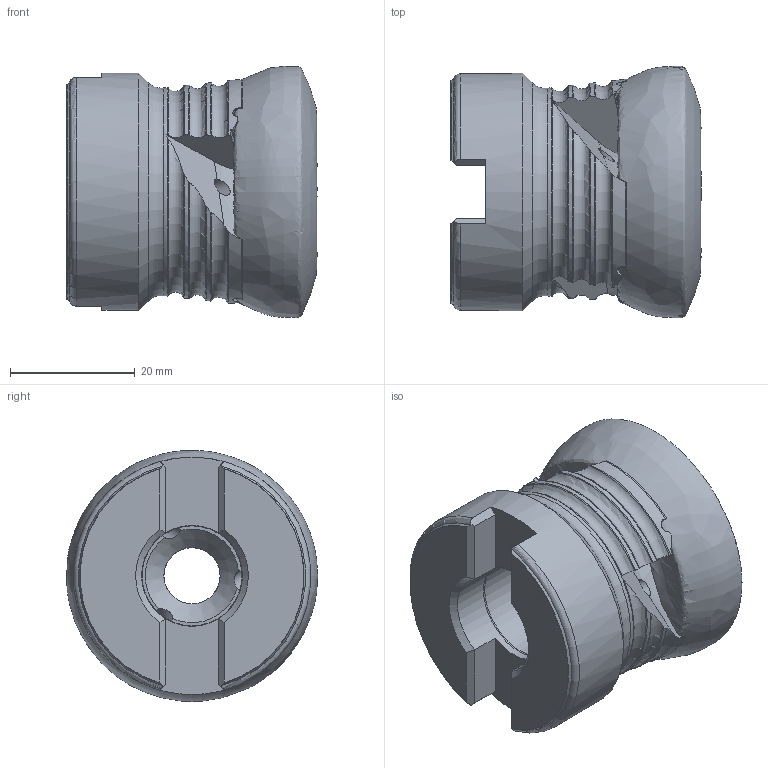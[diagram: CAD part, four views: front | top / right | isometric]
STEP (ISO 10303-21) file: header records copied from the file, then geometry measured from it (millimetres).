
FILE_DESCRIPTION (( 'STEP AP214' ), '1' );
FILE_NAME ('00PP-040-12-3.STEP', '2013-10-16T12:43:51', ( '' ), ( '' ), 'SwSTEP 2.0', 'SolidWorks 2013', '' );
FILE_SCHEMA (( 'AUTOMOTIVE_DESIGN' ));
Length unit declared in the file: millimetre
Products named in the file (1): 00PP-040-12-3
Bounding box: 40.04 x 40.26 x 40.21 mm (x, y, z)
Volume: 30712.7 mm3; surface area: 9410.8 mm2
Topology: 1 solids, 4 shells, 179 faces, 538 edges, 354 vertices
Faces by surface type: plane 86, cone 34, torus 32, cylinder 23, bspline 4
Full cylindrical faces by diameter (mm): 3 x3, 9 x1, 13 x1, 16 x1, 16.15 x1, 38 x1
Entity records: 8883 total; most frequent: CARTESIAN_POINT 4596, ORIENTED_EDGE 1018, DIRECTION 704, EDGE_CURVE 509, VERTEX_POINT 341, AXIS2_PLACEMENT_3D 285, B_SPLINE_CURVE_WITH_KNOTS 211, EDGE_LOOP 200
